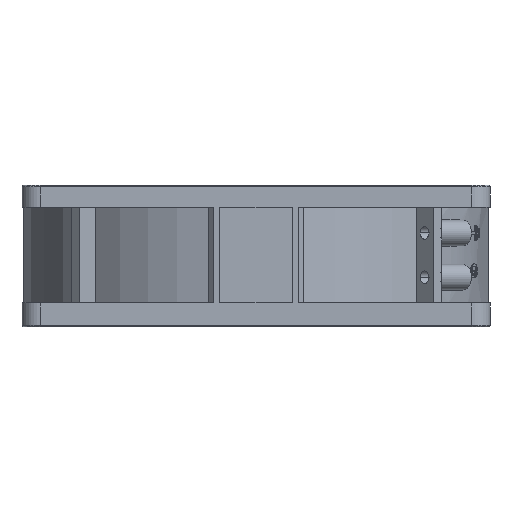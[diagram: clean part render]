
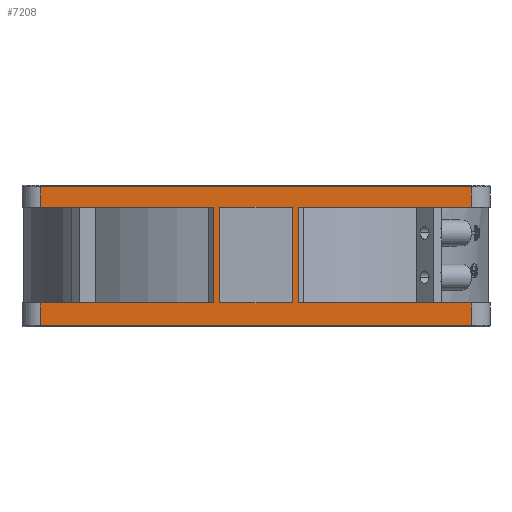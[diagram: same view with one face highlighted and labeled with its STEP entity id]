
A CAD part, left-side view. The second image highlights one B-rep face of the part: STEP entity #7208.
In plain terms, the highlighted planar face has unit normal (-1, 0, 0).
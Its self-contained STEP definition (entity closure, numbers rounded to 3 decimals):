
#33 = VECTOR ( 'NONE', #16926, 1000. ) ;
#164 = CARTESIAN_POINT ( 'NONE',  ( -63.5, 9.9, 0. ) ) ;
#227 = VERTEX_POINT ( 'NONE', #10442 ) ;
#665 = VERTEX_POINT ( 'NONE', #20030 ) ;
#743 = CARTESIAN_POINT ( 'NONE',  ( -63.5, 58.5, -0.5 ) ) ;
#786 = CARTESIAN_POINT ( 'NONE',  ( -63.5, 9.9, -32. ) ) ;
#977 = LINE ( 'NONE', #21058, #33 ) ;
#1042 = DIRECTION ( 'NONE',  ( 0., 1., 0. ) ) ;
#1069 = LINE ( 'NONE', #22731, #21086 ) ;
#1094 = VECTOR ( 'NONE', #9913, 1000. ) ;
#1167 = LINE ( 'NONE', #16473, #14891 ) ;
#1237 = VERTEX_POINT ( 'NONE', #21308 ) ;
#1547 = VERTEX_POINT ( 'NONE', #5962 ) ;
#1609 = CARTESIAN_POINT ( 'NONE',  ( -63.5, -58.5, -38. ) ) ;
#1845 = VECTOR ( 'NONE', #20307, 1000. ) ;
#2073 = ORIENTED_EDGE ( 'NONE', *, *, #25113, .T. ) ;
#2149 = FACE_OUTER_BOUND ( 'NONE', #8855, .T. ) ;
#2434 = LINE ( 'NONE', #14932, #9613 ) ;
#2453 = CARTESIAN_POINT ( 'NONE',  ( -63.5, 58.5, -32. ) ) ;
#2566 = VECTOR ( 'NONE', #22845, 1000. ) ;
#2852 = CARTESIAN_POINT ( 'NONE',  ( -63.5, 58.5, 0. ) ) ;
#3754 = ORIENTED_EDGE ( 'NONE', *, *, #17048, .T. ) ;
#4088 = CARTESIAN_POINT ( 'NONE',  ( -63.5, 9.9, -6. ) ) ;
#4222 = CARTESIAN_POINT ( 'NONE',  ( -63.5, 58.5, -32. ) ) ;
#4709 = DIRECTION ( 'NONE',  ( 0., 0., 1. ) ) ;
#4726 = LINE ( 'NONE', #13524, #9688 ) ;
#5055 = EDGE_CURVE ( 'NONE', #6172, #20614, #13076, .T. ) ;
#5197 = ORIENTED_EDGE ( 'NONE', *, *, #22145, .T. ) ;
#5364 = LINE ( 'NONE', #743, #5677 ) ;
#5632 = VERTEX_POINT ( 'NONE', #19871 ) ;
#5677 = VECTOR ( 'NONE', #9000, 1000. ) ;
#5697 = EDGE_CURVE ( 'NONE', #20606, #227, #19989, .T. ) ;
#5798 = VECTOR ( 'NONE', #18849, 1000. ) ;
#5962 = CARTESIAN_POINT ( 'NONE',  ( -63.5, 11.5, -6. ) ) ;
#6172 = VERTEX_POINT ( 'NONE', #4088 ) ;
#6387 = VERTEX_POINT ( 'NONE', #19043 ) ;
#6537 = EDGE_CURVE ( 'NONE', #22694, #10677, #9939, .T. ) ;
#6695 = DIRECTION ( 'NONE',  ( 0., -1., 0. ) ) ;
#6812 = CARTESIAN_POINT ( 'NONE',  ( -63.5, 58.5, -38. ) ) ;
#7208 = ADVANCED_FACE ( 'NONE', ( #11499, #2149 ), #16413, .T. ) ;
#7362 = DIRECTION ( 'NONE',  ( 0., 0., 1. ) ) ;
#7881 = LINE ( 'NONE', #11716, #15083 ) ;
#8515 = EDGE_CURVE ( 'NONE', #20614, #665, #1167, .T. ) ;
#8761 = VECTOR ( 'NONE', #18158, 1000. ) ;
#8855 = EDGE_LOOP ( 'NONE', ( #3754, #10964, #12966, #5197, #13953, #19981, #20072, #21611, #22434, #23199, #19945, #9842 ) ) ;
#9000 = DIRECTION ( 'NONE',  ( 0., 1., 0. ) ) ;
#9613 = VECTOR ( 'NONE', #15283, 1000. ) ;
#9688 = VECTOR ( 'NONE', #7362, 1000. ) ;
#9842 = ORIENTED_EDGE ( 'NONE', *, *, #22501, .F. ) ;
#9913 = DIRECTION ( 'NONE',  ( 0., -1., 0. ) ) ;
#9939 = LINE ( 'NONE', #2453, #21872 ) ;
#10442 = CARTESIAN_POINT ( 'NONE',  ( -63.5, 58.5, -0.5 ) ) ;
#10677 = VERTEX_POINT ( 'NONE', #23978 ) ;
#10944 = CARTESIAN_POINT ( 'NONE',  ( -63.5, 58.5, -38. ) ) ;
#10964 = ORIENTED_EDGE ( 'NONE', *, *, #13392, .T. ) ;
#11167 = CARTESIAN_POINT ( 'NONE',  ( -63.5, -11.5, 0. ) ) ;
#11499 = FACE_BOUND ( 'NONE', #13066, .T. ) ;
#11533 = VECTOR ( 'NONE', #21283, 1000. ) ;
#11716 = CARTESIAN_POINT ( 'NONE',  ( -63.5, 58.5, -32. ) ) ;
#11954 = LINE ( 'NONE', #23945, #1094 ) ;
#12966 = ORIENTED_EDGE ( 'NONE', *, *, #5697, .F. ) ;
#13066 = EDGE_LOOP ( 'NONE', ( #17844, #17279, #2073, #22046 ) ) ;
#13076 = LINE ( 'NONE', #22459, #18110 ) ;
#13262 = VERTEX_POINT ( 'NONE', #4222 ) ;
#13392 = EDGE_CURVE ( 'NONE', #15807, #227, #5364, .T. ) ;
#13524 = CARTESIAN_POINT ( 'NONE',  ( -63.5, -58.5, 0. ) ) ;
#13536 = CARTESIAN_POINT ( 'NONE',  ( -63.5, -9.9, -6. ) ) ;
#13953 = ORIENTED_EDGE ( 'NONE', *, *, #14409, .T. ) ;
#14034 = LINE ( 'NONE', #164, #8761 ) ;
#14409 = EDGE_CURVE ( 'NONE', #1547, #6387, #977, .T. ) ;
#14487 = EDGE_CURVE ( 'NONE', #23173, #22694, #4726, .T. ) ;
#14836 = EDGE_CURVE ( 'NONE', #10677, #1237, #15939, .T. ) ;
#14891 = VECTOR ( 'NONE', #20341, 1000. ) ;
#14932 = CARTESIAN_POINT ( 'NONE',  ( -63.5, 58.5, -32. ) ) ;
#15083 = VECTOR ( 'NONE', #23744, 1000. ) ;
#15283 = DIRECTION ( 'NONE',  ( 0., 1., 0. ) ) ;
#15807 = VERTEX_POINT ( 'NONE', #22592 ) ;
#15824 = CARTESIAN_POINT ( 'NONE',  ( -63.5, 58.5, 0. ) ) ;
#15872 = AXIS2_PLACEMENT_3D ( 'NONE', #18351, #18530, #4709 ) ;
#15939 = LINE ( 'NONE', #11167, #11533 ) ;
#16413 = PLANE ( 'NONE',  #15872 ) ;
#16473 = CARTESIAN_POINT ( 'NONE',  ( -63.5, -9.9, 0. ) ) ;
#16798 = EDGE_CURVE ( 'NONE', #665, #17792, #2434, .T. ) ;
#16824 = VECTOR ( 'NONE', #23988, 1000. ) ;
#16926 = DIRECTION ( 'NONE',  ( 0., 0., -1. ) ) ;
#17048 = EDGE_CURVE ( 'NONE', #5632, #15807, #21223, .T. ) ;
#17279 = ORIENTED_EDGE ( 'NONE', *, *, #16798, .T. ) ;
#17696 = CARTESIAN_POINT ( 'NONE',  ( -63.5, -58.5, -32. ) ) ;
#17792 = VERTEX_POINT ( 'NONE', #786 ) ;
#17844 = ORIENTED_EDGE ( 'NONE', *, *, #8515, .T. ) ;
#18110 = VECTOR ( 'NONE', #6695, 1000. ) ;
#18158 = DIRECTION ( 'NONE',  ( 0., 0., 1. ) ) ;
#18220 = EDGE_CURVE ( 'NONE', #20338, #13262, #18342, .T. ) ;
#18342 = LINE ( 'NONE', #2852, #5798 ) ;
#18351 = CARTESIAN_POINT ( 'NONE',  ( -63.5, 58.5, 0. ) ) ;
#18530 = DIRECTION ( 'NONE',  ( -1., 0., 0. ) ) ;
#18849 = DIRECTION ( 'NONE',  ( 0., 0., 1. ) ) ;
#19043 = CARTESIAN_POINT ( 'NONE',  ( -63.5, 11.5, -32. ) ) ;
#19871 = CARTESIAN_POINT ( 'NONE',  ( -63.5, -58.5, -6. ) ) ;
#19945 = ORIENTED_EDGE ( 'NONE', *, *, #14836, .T. ) ;
#19981 = ORIENTED_EDGE ( 'NONE', *, *, #22703, .T. ) ;
#19989 = LINE ( 'NONE', #15824, #1845 ) ;
#20030 = CARTESIAN_POINT ( 'NONE',  ( -63.5, -9.9, -32. ) ) ;
#20046 = EDGE_CURVE ( 'NONE', #20338, #23173, #20107, .T. ) ;
#20072 = ORIENTED_EDGE ( 'NONE', *, *, #18220, .F. ) ;
#20107 = LINE ( 'NONE', #6812, #2566 ) ;
#20307 = DIRECTION ( 'NONE',  ( 0., 0., 1. ) ) ;
#20338 = VERTEX_POINT ( 'NONE', #10944 ) ;
#20341 = DIRECTION ( 'NONE',  ( 0., 0., -1. ) ) ;
#20606 = VERTEX_POINT ( 'NONE', #21566 ) ;
#20614 = VERTEX_POINT ( 'NONE', #13536 ) ;
#21058 = CARTESIAN_POINT ( 'NONE',  ( -63.5, 11.5, 0. ) ) ;
#21086 = VECTOR ( 'NONE', #1042, 1000. ) ;
#21223 = LINE ( 'NONE', #21642, #16824 ) ;
#21283 = DIRECTION ( 'NONE',  ( 0., 0., 1. ) ) ;
#21308 = CARTESIAN_POINT ( 'NONE',  ( -63.5, -11.5, -6. ) ) ;
#21566 = CARTESIAN_POINT ( 'NONE',  ( -63.5, 58.5, -6. ) ) ;
#21611 = ORIENTED_EDGE ( 'NONE', *, *, #20046, .T. ) ;
#21642 = CARTESIAN_POINT ( 'NONE',  ( -63.5, -58.5, 0. ) ) ;
#21872 = VECTOR ( 'NONE', #22764, 1000. ) ;
#22046 = ORIENTED_EDGE ( 'NONE', *, *, #5055, .T. ) ;
#22145 = EDGE_CURVE ( 'NONE', #20606, #1547, #11954, .T. ) ;
#22434 = ORIENTED_EDGE ( 'NONE', *, *, #14487, .T. ) ;
#22459 = CARTESIAN_POINT ( 'NONE',  ( -63.5, 58.5, -6. ) ) ;
#22501 = EDGE_CURVE ( 'NONE', #5632, #1237, #1069, .T. ) ;
#22592 = CARTESIAN_POINT ( 'NONE',  ( -63.5, -58.5, -0.5 ) ) ;
#22694 = VERTEX_POINT ( 'NONE', #17696 ) ;
#22703 = EDGE_CURVE ( 'NONE', #6387, #13262, #7881, .T. ) ;
#22731 = CARTESIAN_POINT ( 'NONE',  ( -63.5, 0., -6. ) ) ;
#22764 = DIRECTION ( 'NONE',  ( 0., 1., 0. ) ) ;
#22845 = DIRECTION ( 'NONE',  ( 0., -1., 0. ) ) ;
#23173 = VERTEX_POINT ( 'NONE', #1609 ) ;
#23199 = ORIENTED_EDGE ( 'NONE', *, *, #6537, .T. ) ;
#23744 = DIRECTION ( 'NONE',  ( 0., 1., 0. ) ) ;
#23945 = CARTESIAN_POINT ( 'NONE',  ( -63.5, 58.5, -6. ) ) ;
#23978 = CARTESIAN_POINT ( 'NONE',  ( -63.5, -11.5, -32. ) ) ;
#23988 = DIRECTION ( 'NONE',  ( 0., 0., 1. ) ) ;
#25113 = EDGE_CURVE ( 'NONE', #17792, #6172, #14034, .T. ) ;
